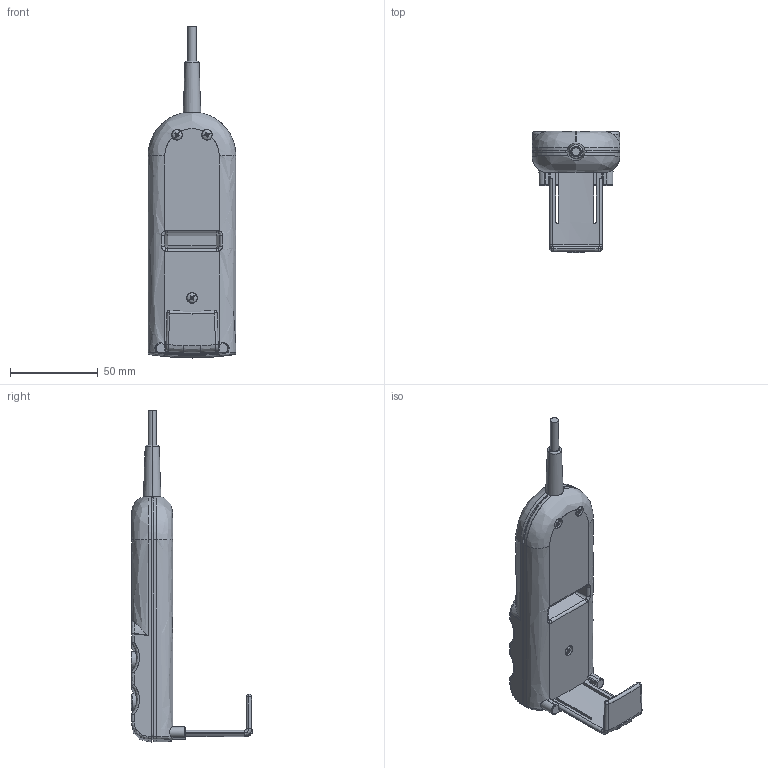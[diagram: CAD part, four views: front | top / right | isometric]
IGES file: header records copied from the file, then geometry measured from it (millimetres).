
Start section: SolidWorks IGES file using analytic representation for surfaces
Global section: file name: Classic 6 Knopf.IGS; native system: SolidWorks 2012; preprocessor: SolidWorks 2012; author: CKuhn; date: 130618.121919; units: millimetre
Bounding box: 50.03 x 69.35 x 188.95 mm (x, y, z)
Surface area: 28058.3 mm2 (no closed solid volume)
Topology: 0 solids, 0 shells, 271 faces, 3163 edges, 3141 vertices
Faces by surface type: bspline 159, revolution 112
